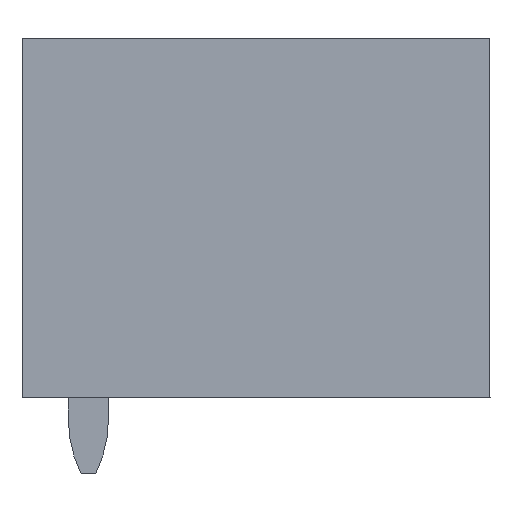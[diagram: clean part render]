
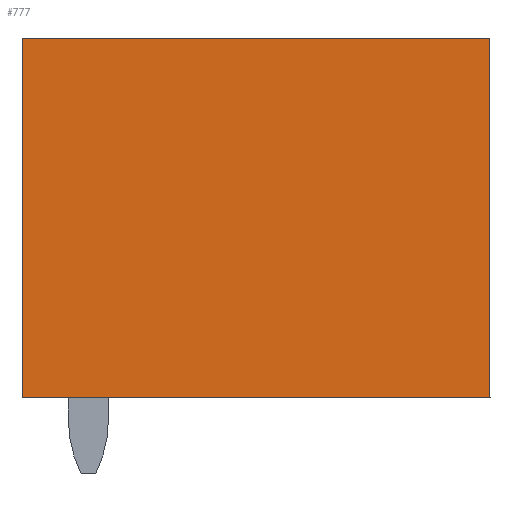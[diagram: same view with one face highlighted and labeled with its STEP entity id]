
A CAD part, left-side view. The second image highlights one B-rep face of the part: STEP entity #777.
In plain terms, the highlighted planar face has unit normal (-1, 0, 0).
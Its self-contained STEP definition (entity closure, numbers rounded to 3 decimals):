
#764=AXIS2_PLACEMENT_3D('Plane Axis2P3D',#761,#762,#763) ;
#40=CARTESIAN_POINT('Vertex',(0.,0.,1.5)) ;
#45=CARTESIAN_POINT('Line Origine',(0.,4.6,1.5)) ;
#49=CARTESIAN_POINT('Vertex',(0.,9.2,1.5)) ;
#230=CARTESIAN_POINT('Vertex',(0.,0.,8.57)) ;
#233=CARTESIAN_POINT('Line Origine',(0.,0.,5.035)) ;
#705=CARTESIAN_POINT('Vertex',(0.,9.2,8.57)) ;
#708=CARTESIAN_POINT('Line Origine',(0.,4.6,8.57)) ;
#761=CARTESIAN_POINT('Axis2P3D Location',(0.,0.,0.)) ;
#766=CARTESIAN_POINT('Line Origine',(0.,9.2,5.035)) ;
#46=DIRECTION('Vector Direction',(0.,1.,0.)) ;
#234=DIRECTION('Vector Direction',(0.,0.,-1.)) ;
#709=DIRECTION('Vector Direction',(0.,-1.,0.)) ;
#762=DIRECTION('Axis2P3D Direction',(-1.,0.,0.)) ;
#763=DIRECTION('Axis2P3D XDirection',(0.,-1.,0.)) ;
#767=DIRECTION('Vector Direction',(0.,0.,1.)) ;
#47=VECTOR('Line Direction',#46,1.) ;
#235=VECTOR('Line Direction',#234,1.) ;
#710=VECTOR('Line Direction',#709,1.) ;
#768=VECTOR('Line Direction',#767,1.) ;
#772=ORIENTED_EDGE('',*,*,#770,.T.) ;
#773=ORIENTED_EDGE('',*,*,#51,.T.) ;
#774=ORIENTED_EDGE('',*,*,#237,.T.) ;
#775=ORIENTED_EDGE('',*,*,#712,.T.) ;
#777=ADVANCED_FACE('HOUSING',(#776),#765,.T.) ;
#51=EDGE_CURVE('',#50,#41,#48,.F.) ;
#237=EDGE_CURVE('',#41,#231,#236,.F.) ;
#712=EDGE_CURVE('',#231,#706,#711,.F.) ;
#770=EDGE_CURVE('',#706,#50,#769,.F.) ;
#771=EDGE_LOOP('',(#772,#773,#774,#775)) ;
#776=FACE_OUTER_BOUND('',#771,.T.) ;
#48=LINE('Line',#45,#47) ;
#236=LINE('Line',#233,#235) ;
#711=LINE('Line',#708,#710) ;
#769=LINE('Line',#766,#768) ;
#765=PLANE('',#764) ;
#41=VERTEX_POINT('',#40) ;
#50=VERTEX_POINT('',#49) ;
#231=VERTEX_POINT('',#230) ;
#706=VERTEX_POINT('',#705) ;
